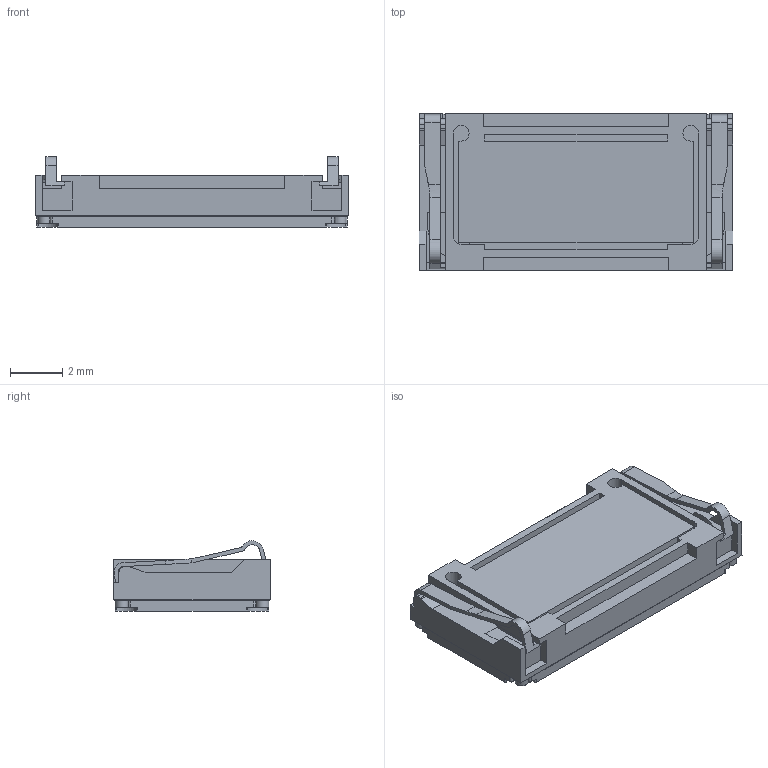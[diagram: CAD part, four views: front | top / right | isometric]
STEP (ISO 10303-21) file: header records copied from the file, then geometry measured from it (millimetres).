
FILE_DESCRIPTION(/* description */ (''),/* implementation_level */ '2;1');
FILE_NAME(/* name */ 'AR01232MS-SC12-WP-R.stp',/* time_stamp */ '2018-08-22T09:46:39-04:00',/* author */ ('vandenbroek'),/* organization */ (''),/* preprocessor_version */ 'ST-DEVELOPER v16.1',/* originating_system */ 'Autodesk Inventor 2016',/* authorisation */ '');
FILE_SCHEMA (('AUTOMOTIVE_DESIGN { 1 0 10303 214 3 1 1 }'));
Length unit declared in the file: millimetre
Products named in the file (1): AR01232MS-SC12-WP-R
Bounding box: 12 x 6 x 2.7 mm (x, y, z)
Volume: 109 mm3; surface area: 352.4 mm2
Topology: 1 solids, 1 shells, 238 faces, 698 edges, 459 vertices
Faces by surface type: plane 161, cylinder 72, bspline 5
Entity records: 8932 total; most frequent: CARTESIAN_POINT 2184, ORIENTED_EDGE 1396, DIRECTION 1313, EDGE_CURVE 698, LINE 529, VECTOR 529, VERTEX_POINT 459, AXIS2_PLACEMENT_3D 392
